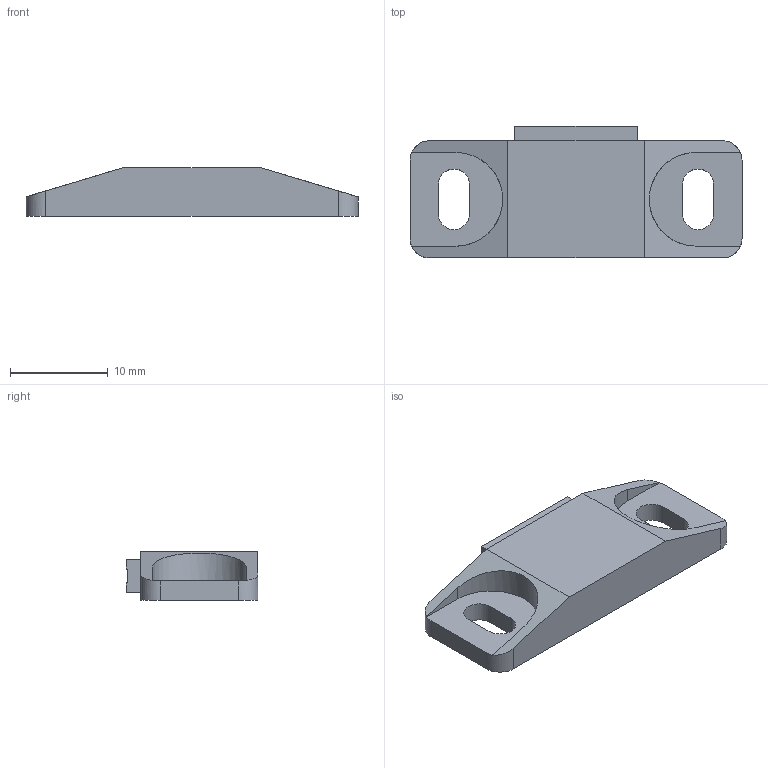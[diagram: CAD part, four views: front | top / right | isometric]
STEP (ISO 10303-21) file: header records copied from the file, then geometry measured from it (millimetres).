
FILE_DESCRIPTION (( 'STEP AP203' ), '1' );
FILE_NAME ('C-932-3.STEP', '2010-06-09T02:16:52', ( ' ' ), ( ' ' ), 'SwSTEP 2.0', 'SolidWorks 2007', '' );
FILE_SCHEMA (( 'CONFIG_CONTROL_DESIGN' ));
Length unit declared in the file: millimetre
Products named in the file (1): C-932-3
Bounding box: 34 x 13.5 x 5 mm (x, y, z)
Volume: 1454.2 mm3; surface area: 1260.8 mm2
Topology: 1 solids, 1 shells, 38 faces, 105 edges, 70 vertices
Faces by surface type: plane 27, cylinder 11
Entity records: 1293 total; most frequent: CARTESIAN_POINT 235, ORIENTED_EDGE 210, DIRECTION 195, EDGE_CURVE 105, VECTOR 79, LINE 79, VERTEX_POINT 70, AXIS2_PLACEMENT_3D 58
